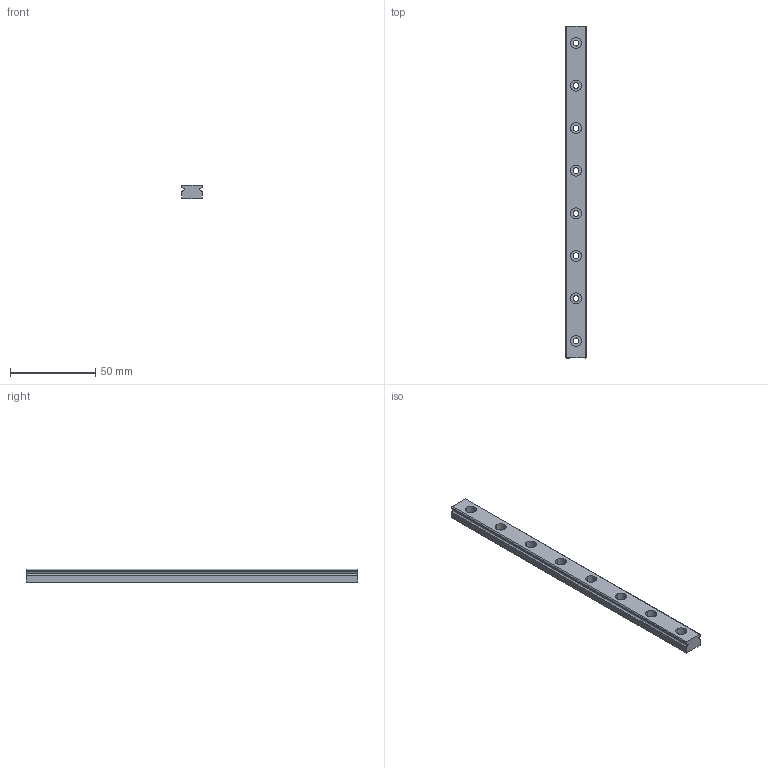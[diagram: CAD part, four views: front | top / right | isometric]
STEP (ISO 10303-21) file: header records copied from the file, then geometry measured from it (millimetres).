
FILE_DESCRIPTION (( 'STEP AP203' ), '1' );
FILE_NAME ('M12-195L.step', '2021-02-18T17:50:49', ( '' ), ( '' ), 'SwSTEP 2.0', 'SolidWorks 2019', '' );
FILE_SCHEMA (( 'CONFIG_CONTROL_DESIGN' ));
Length unit declared in the file: millimetre
Products named in the file (1): M12-195L
Bounding box: 12 x 195 x 8 mm (x, y, z)
Volume: 16317.9 mm3; surface area: 9484.6 mm2
Topology: 1 solids, 1 shells, 65 faces, 165 edges, 110 vertices
Faces by surface type: cylinder 44, plane 21
Entity records: 2116 total; most frequent: DIRECTION 385, CARTESIAN_POINT 341, ORIENTED_EDGE 330, EDGE_CURVE 165, AXIS2_PLACEMENT_3D 154, VERTEX_POINT 110, EDGE_LOOP 89, CIRCLE 88
